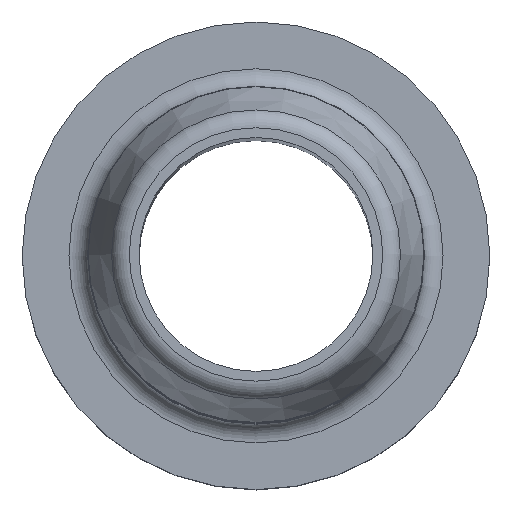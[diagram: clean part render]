
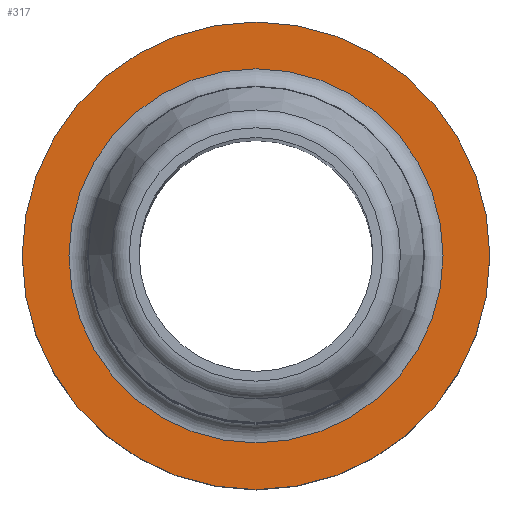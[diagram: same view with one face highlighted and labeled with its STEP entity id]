
A CAD part, top view. The second image highlights one B-rep face of the part: STEP entity #317.
In plain terms, the highlighted planar face has unit normal (0, 0, 1).
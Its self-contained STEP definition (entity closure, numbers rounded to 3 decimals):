
#36=PLANE('',#376);
#72=ORIENTED_EDGE('',*,*,#112,.T.);
#73=ORIENTED_EDGE('',*,*,#111,.F.);
#111=EDGE_CURVE('',#139,#139,#167,.T.);
#112=EDGE_CURVE('',#140,#140,#168,.T.);
#139=VERTEX_POINT('',#564);
#140=VERTEX_POINT('',#567);
#167=CIRCLE('',#375,2.5);
#168=CIRCLE('',#377,2.);
#212=EDGE_LOOP('',(#72));
#213=EDGE_LOOP('',(#73));
#268=FACE_BOUND('',#212,.T.);
#269=FACE_BOUND('',#213,.T.);
#317=ADVANCED_FACE('',(#268,#269),#36,.T.);
#375=AXIS2_PLACEMENT_3D('',#563,#467,#468);
#376=AXIS2_PLACEMENT_3D('',#565,#469,#470);
#377=AXIS2_PLACEMENT_3D('',#566,#471,#472);
#467=DIRECTION('',(0.,0.,-1.));
#468=DIRECTION('',(-1.,0.,0.));
#469=DIRECTION('',(0.,0.,1.));
#470=DIRECTION('',(1.,0.,0.));
#471=DIRECTION('',(0.,0.,-1.));
#472=DIRECTION('',(-1.,0.,0.));
#563=CARTESIAN_POINT('',(0.,0.,10.5));
#564=CARTESIAN_POINT('',(-2.5,0.,10.5));
#565=CARTESIAN_POINT('',(0.,2.5,10.5));
#566=CARTESIAN_POINT('',(0.,0.,10.5));
#567=CARTESIAN_POINT('',(-2.,0.,10.5));
